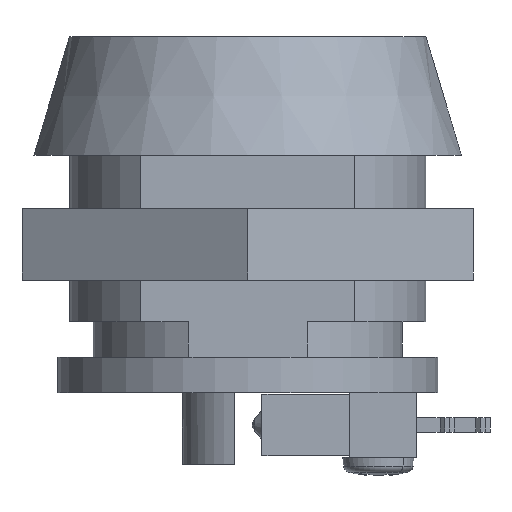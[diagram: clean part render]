
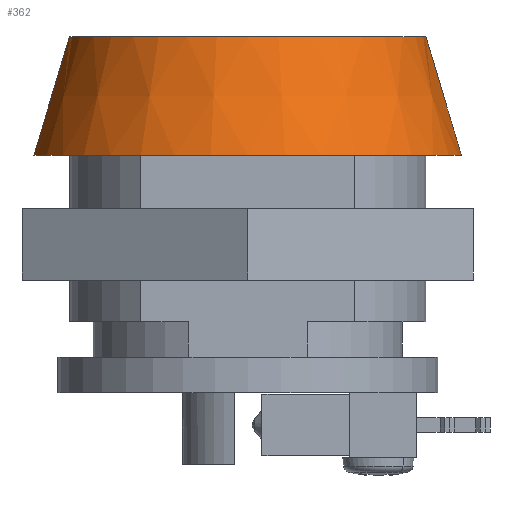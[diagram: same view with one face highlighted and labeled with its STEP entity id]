
A CAD part, front view. The second image highlights one B-rep face of the part: STEP entity #362.
In plain terms, the highlighted conical face has half-angle 16.699 degrees and reference radius 9 mm.
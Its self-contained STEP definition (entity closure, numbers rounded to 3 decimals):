
#313 = EDGE_CURVE ( 'NONE', #4456, #753, #3387, .T. ) ;
#362 = ADVANCED_FACE ( 'NONE', ( #2773 ), #2881, .T. ) ;
#630 = CARTESIAN_POINT ( 'NONE',  ( 9., 0., -5. ) ) ;
#657 = DIRECTION ( 'NONE',  ( 0.287, 0., -0.958 ) ) ;
#753 = VERTEX_POINT ( 'NONE', #4897 ) ;
#1176 = EDGE_CURVE ( 'NONE', #753, #2463, #2771, .T. ) ;
#1360 = CARTESIAN_POINT ( 'NONE',  ( 9., 0., -5. ) ) ;
#1576 = ORIENTED_EDGE ( 'NONE', *, *, #2912, .T. ) ;
#1581 = CARTESIAN_POINT ( 'NONE',  ( -7.5, 0., 0. ) ) ;
#1623 = EDGE_LOOP ( 'NONE', ( #5588, #5676, #5441, #1576 ) ) ;
#1824 = VECTOR ( 'NONE', #4028, 1000. ) ;
#2095 = CIRCLE ( 'NONE', #3606, 9. ) ;
#2221 = AXIS2_PLACEMENT_3D ( 'NONE', #6831, #5436, #4740 ) ;
#2463 = VERTEX_POINT ( 'NONE', #630 ) ;
#2771 = LINE ( 'NONE', #1360, #6442 ) ;
#2773 = FACE_OUTER_BOUND ( 'NONE', #1623, .T. ) ;
#2881 = CONICAL_SURFACE ( 'NONE', #5916, 9., 0.291 ) ;
#2912 = EDGE_CURVE ( 'NONE', #6336, #2463, #2095, .T. ) ;
#2931 = DIRECTION ( 'NONE',  ( 1., 0., 0. ) ) ;
#3158 = DIRECTION ( 'NONE',  ( -1., 0., 0. ) ) ;
#3387 = CIRCLE ( 'NONE', #2221, 7.5 ) ;
#3606 = AXIS2_PLACEMENT_3D ( 'NONE', #4348, #3635, #2931 ) ;
#3635 = DIRECTION ( 'NONE',  ( 0., 0., 1. ) ) ;
#3858 = DIRECTION ( 'NONE',  ( 0., 0., -1. ) ) ;
#4028 = DIRECTION ( 'NONE',  ( -0.287, 0., -0.958 ) ) ;
#4077 = CARTESIAN_POINT ( 'NONE',  ( -9., 0., -5. ) ) ;
#4348 = CARTESIAN_POINT ( 'NONE',  ( 0., 0., -5. ) ) ;
#4396 = EDGE_CURVE ( 'NONE', #4456, #6336, #5438, .T. ) ;
#4456 = VERTEX_POINT ( 'NONE', #1581 ) ;
#4574 = CARTESIAN_POINT ( 'NONE',  ( 0., 0., -5. ) ) ;
#4740 = DIRECTION ( 'NONE',  ( 1., 0., 0. ) ) ;
#4743 = CARTESIAN_POINT ( 'NONE',  ( -9., 0., -5. ) ) ;
#4897 = CARTESIAN_POINT ( 'NONE',  ( 7.5, 0., 0. ) ) ;
#5436 = DIRECTION ( 'NONE',  ( 0., 0., 1. ) ) ;
#5438 = LINE ( 'NONE', #4743, #1824 ) ;
#5441 = ORIENTED_EDGE ( 'NONE', *, *, #4396, .T. ) ;
#5588 = ORIENTED_EDGE ( 'NONE', *, *, #1176, .F. ) ;
#5676 = ORIENTED_EDGE ( 'NONE', *, *, #313, .F. ) ;
#5916 = AXIS2_PLACEMENT_3D ( 'NONE', #4574, #3858, #3158 ) ;
#6336 = VERTEX_POINT ( 'NONE', #4077 ) ;
#6442 = VECTOR ( 'NONE', #657, 1000. ) ;
#6831 = CARTESIAN_POINT ( 'NONE',  ( 0., 0., 0. ) ) ;
